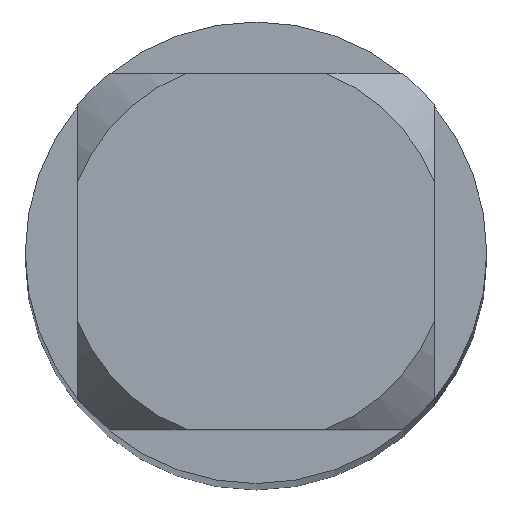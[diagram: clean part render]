
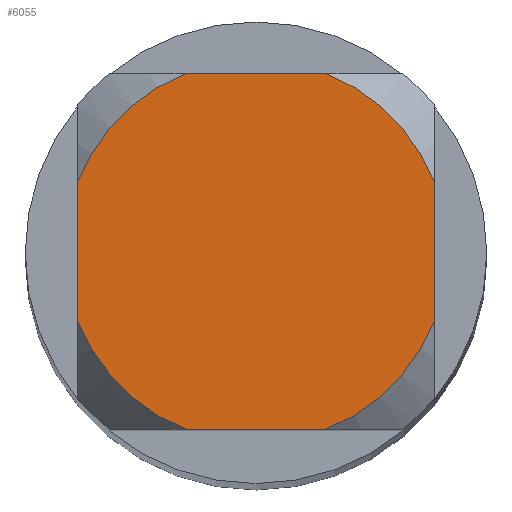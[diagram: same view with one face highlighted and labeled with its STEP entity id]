
A CAD part, top view. The second image highlights one B-rep face of the part: STEP entity #6055.
In plain terms, the highlighted planar face has unit normal (0, 0, 1).
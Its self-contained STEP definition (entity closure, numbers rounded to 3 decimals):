
#2785=VERTEX_POINT('',#8116);
#3249=VERTEX_POINT('',#8623);
#3539=VERTEX_POINT('',#8941);
#4149=EDGE_CURVE('',#4205,#5975,#9607,.T.);
#4205=VERTEX_POINT('',#9669);
#4229=EDGE_CURVE('',#3539,#3249,#9694,.T.);
#5045=EDGE_CURVE('',#7465,#5975,#10575,.T.);
#5975=VERTEX_POINT('',#11580);
#6055=ADVANCED_FACE('',(#11664),#11665,.T.);
#6195=EDGE_CURVE('',#6583,#6339,#11817,.T.);
#6339=VERTEX_POINT('',#11974);
#6373=EDGE_CURVE('',#7465,#3249,#12011,.T.);
#6583=VERTEX_POINT('',#12239);
#6587=EDGE_CURVE('',#4205,#2785,#12243,.T.);
#6775=EDGE_CURVE('',#6583,#2785,#12450,.T.);
#7049=EDGE_CURVE('',#3539,#6339,#12747,.T.);
#7465=VERTEX_POINT('',#13190);
#8116=CARTESIAN_POINT('',(0.529,-1.35,0.0));
#8623=CARTESIAN_POINT('',(-0.529,1.35,0.0));
#8941=CARTESIAN_POINT('',(-1.35,0.529,0.0));
#9607=LINE('',#16641,#16642);
#9669=CARTESIAN_POINT('',(1.35,-0.529,0.0));
#9694=CIRCLE('',#16813,1.45);
#10575=CIRCLE('',#18667,1.45);
#11580=CARTESIAN_POINT('',(1.35,0.529,0.0));
#11664=FACE_OUTER_BOUND('',#20712,.T.);
#11665=PLANE('',#20713);
#11817=CIRCLE('',#20987,1.45);
#11974=CARTESIAN_POINT('',(-1.35,-0.529,0.0));
#12011=LINE('',#21376,#21377);
#12239=CARTESIAN_POINT('',(-0.529,-1.35,0.0));
#12243=CIRCLE('',#21798,1.45);
#12450=LINE('',#22213,#22214);
#12747=LINE('',#22679,#22680);
#13190=CARTESIAN_POINT('',(0.529,1.35,0.0));
#16641=CARTESIAN_POINT('',(1.35,0.363,0.0));
#16642=VECTOR('',#26367,1.0);
#16813=AXIS2_PLACEMENT_3D('',#26450,#26451,#26452);
#18667=AXIS2_PLACEMENT_3D('',#27266,#27267,#27268);
#20712=EDGE_LOOP('',(#28422,#28423,#28424,#28425,#28426,#28427,#28428,#28429));
#20713=AXIS2_PLACEMENT_3D('',#28430,#28431,#28432);
#20987=AXIS2_PLACEMENT_3D('',#28605,#28606,#28607);
#21376=CARTESIAN_POINT('',(0.0,1.35,0.0));
#21377=VECTOR('',#28797,1.0);
#21798=AXIS2_PLACEMENT_3D('',#29145,#29146,#29147);
#22213=CARTESIAN_POINT('',(0.0,-1.35,0.0));
#22214=VECTOR('',#29365,1.0);
#22679=CARTESIAN_POINT('',(-1.35,0.363,0.0));
#22680=VECTOR('',#29649,1.0);
#26367=DIRECTION('',(-0.0,1.0,0.0));
#26450=CARTESIAN_POINT('',(0.0,0.0,0.0));
#26451=DIRECTION('',(0.0,0.0,-1.0));
#26452=DIRECTION('',(0.0,1.0,0.0));
#27266=CARTESIAN_POINT('',(0.0,0.0,0.0));
#27267=DIRECTION('',(0.0,0.0,-1.0));
#27268=DIRECTION('',(0.0,1.0,0.0));
#28422=ORIENTED_EDGE('',*,*,#7049,.T.);
#28423=ORIENTED_EDGE('',*,*,#6195,.F.);
#28424=ORIENTED_EDGE('',*,*,#6775,.T.);
#28425=ORIENTED_EDGE('',*,*,#6587,.F.);
#28426=ORIENTED_EDGE('',*,*,#4149,.T.);
#28427=ORIENTED_EDGE('',*,*,#5045,.F.);
#28428=ORIENTED_EDGE('',*,*,#6373,.T.);
#28429=ORIENTED_EDGE('',*,*,#4229,.F.);
#28430=CARTESIAN_POINT('',(0.0,0.725,0.0));
#28431=DIRECTION('',(-0.0,0.0,1.0));
#28432=DIRECTION('',(0.0,-1.0,0.0));
#28605=CARTESIAN_POINT('',(0.0,0.0,0.0));
#28606=DIRECTION('',(0.0,0.0,-1.0));
#28607=DIRECTION('',(0.0,1.0,0.0));
#28797=DIRECTION('',(-1.0,0.0,0.0));
#29145=CARTESIAN_POINT('',(0.0,0.0,0.0));
#29146=DIRECTION('',(0.0,0.0,-1.0));
#29147=DIRECTION('',(0.0,1.0,0.0));
#29365=DIRECTION('',(1.0,0.0,0.0));
#29649=DIRECTION('',(-0.0,-1.0,0.0));
